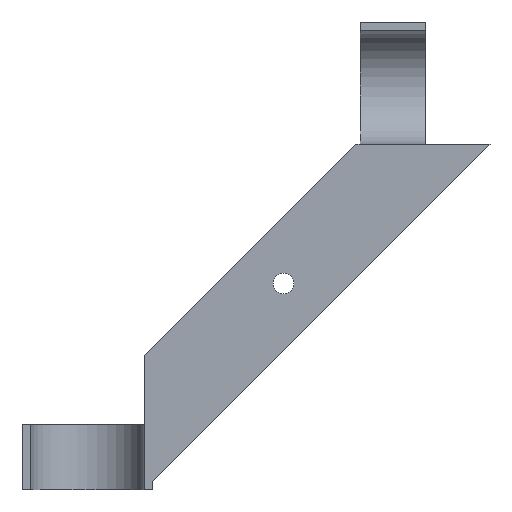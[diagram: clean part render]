
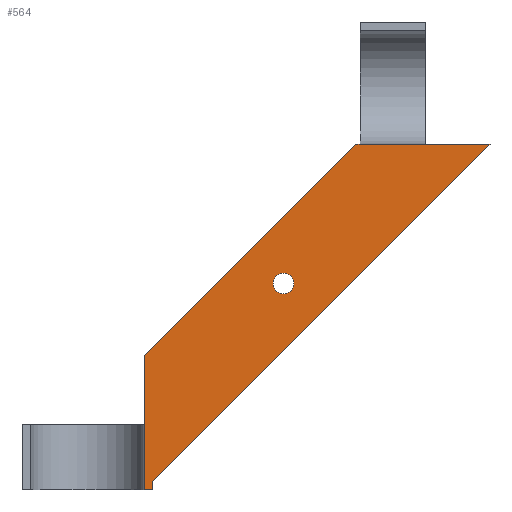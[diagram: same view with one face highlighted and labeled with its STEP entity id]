
A CAD part, front view. The second image highlights one B-rep face of the part: STEP entity #564.
In plain terms, the highlighted planar face has unit normal (0, -1, 0).
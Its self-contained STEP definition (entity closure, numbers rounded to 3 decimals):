
#73=CARTESIAN_POINT('',(50.676,0.0,50.676));
#74=VERTEX_POINT('',#73);
#75=CARTESIAN_POINT('',(48.176,0.0,50.676));
#76=DIRECTION('',(0.0,1.0,0.0));
#77=DIRECTION('',(-1.0,0.0,0.0));
#78=AXIS2_PLACEMENT_3D('',#75,#76,#77);
#79=CIRCLE('',#78,2.5);
#80=EDGE_CURVE('',#74,#74,#79,.T.);
#111=CARTESIAN_POINT('',(67.0,0.0,84.853));
#112=VERTEX_POINT('',#111);
#152=CARTESIAN_POINT('',(83.0,0.0,84.853));
#153=VERTEX_POINT('',#152);
#154=CARTESIAN_POINT('',(83.,0.0,84.853));
#155=DIRECTION('',(-1.0,0.0,0.0));
#156=VECTOR('',#155,16.);
#157=LINE('',#154,#156);
#158=EDGE_CURVE('',#153,#112,#157,.T.);
#326=CARTESIAN_POINT('',(98.853,0.0,84.853));
#327=VERTEX_POINT('',#326);
#328=CARTESIAN_POINT('',(98.853,0.0,84.853));
#329=DIRECTION('',(-1.0,0.0,0.0));
#330=VECTOR('',#329,15.853);
#331=LINE('',#328,#330);
#332=EDGE_CURVE('',#327,#153,#331,.T.);
#349=CARTESIAN_POINT('',(16.0,0.0,2.));
#350=VERTEX_POINT('',#349);
#360=CARTESIAN_POINT('',(16.0,0.0,2.));
#361=DIRECTION('',(0.707,0.0,0.707));
#362=VECTOR('',#361,117.172);
#363=LINE('',#360,#362);
#364=EDGE_CURVE('',#350,#327,#363,.T.);
#376=CARTESIAN_POINT('',(65.853,0.0,84.853));
#377=VERTEX_POINT('',#376);
#384=CARTESIAN_POINT('',(67.0,0.0,84.853));
#385=DIRECTION('',(-1.0,0.0,0.0));
#386=VECTOR('',#385,1.147);
#387=LINE('',#384,#386);
#388=EDGE_CURVE('',#112,#377,#387,.T.);
#398=CARTESIAN_POINT('',(14.,0.0,33.0));
#399=VERTEX_POINT('',#398);
#400=CARTESIAN_POINT('',(65.853,0.0,84.853));
#401=DIRECTION('',(-0.707,0.0,-0.707));
#402=VECTOR('',#401,73.331);
#403=LINE('',#400,#402);
#404=EDGE_CURVE('',#377,#399,#403,.T.);
#422=CARTESIAN_POINT('',(14.,0.0,16.0));
#423=VERTEX_POINT('',#422);
#430=CARTESIAN_POINT('',(14.,0.0,33.0));
#431=DIRECTION('',(0.0,0.0,-1.0));
#432=VECTOR('',#431,17.);
#433=LINE('',#430,#432);
#434=EDGE_CURVE('',#399,#423,#433,.T.);
#482=CARTESIAN_POINT('',(16.0,0.0,0.0));
#483=VERTEX_POINT('',#482);
#484=CARTESIAN_POINT('',(16.0,0.0,0.0));
#485=DIRECTION('',(0.0,0.0,1.0));
#486=VECTOR('',#485,2.);
#487=LINE('',#484,#486);
#488=EDGE_CURVE('',#483,#350,#487,.T.);
#533=CARTESIAN_POINT('',(14.,0.0,0.0));
#534=DIRECTION('',(0.0,-1.0,0.0));
#535=DIRECTION('',(1.0,0.0,0.0));
#536=AXIS2_PLACEMENT_3D('',#533,#534,#535);
#537=PLANE('',#536);
#538=ORIENTED_EDGE('',*,*,#388,.T.);
#539=ORIENTED_EDGE('',*,*,#404,.T.);
#540=ORIENTED_EDGE('',*,*,#434,.T.);
#541=CARTESIAN_POINT('',(14.,0.0,0.0));
#542=VERTEX_POINT('',#541);
#543=CARTESIAN_POINT('',(14.,0.0,0.0));
#544=DIRECTION('',(0.0,0.0,1.0));
#545=VECTOR('',#544,16.0);
#546=LINE('',#543,#545);
#547=EDGE_CURVE('',#542,#423,#546,.T.);
#548=ORIENTED_EDGE('',*,*,#547,.F.);
#549=CARTESIAN_POINT('',(14.,0.0,0.0));
#550=DIRECTION('',(1.0,0.0,0.0));
#551=VECTOR('',#550,2.);
#552=LINE('',#549,#551);
#553=EDGE_CURVE('',#542,#483,#552,.T.);
#554=ORIENTED_EDGE('',*,*,#553,.T.);
#555=ORIENTED_EDGE('',*,*,#488,.T.);
#556=ORIENTED_EDGE('',*,*,#364,.T.);
#557=ORIENTED_EDGE('',*,*,#332,.T.);
#558=ORIENTED_EDGE('',*,*,#158,.T.);
#559=EDGE_LOOP('',(#538,#539,#540,#548,#554,#555,#556,#557,#558));
#560=FACE_OUTER_BOUND('',#559,.T.);
#561=ORIENTED_EDGE('',*,*,#80,.T.);
#562=EDGE_LOOP('',(#561));
#563=FACE_BOUND('',#562,.T.);
#564=ADVANCED_FACE('',(#560,#563),#537,.T.);
